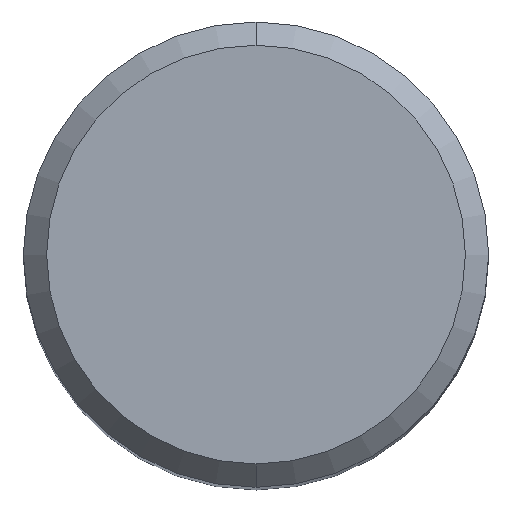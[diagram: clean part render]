
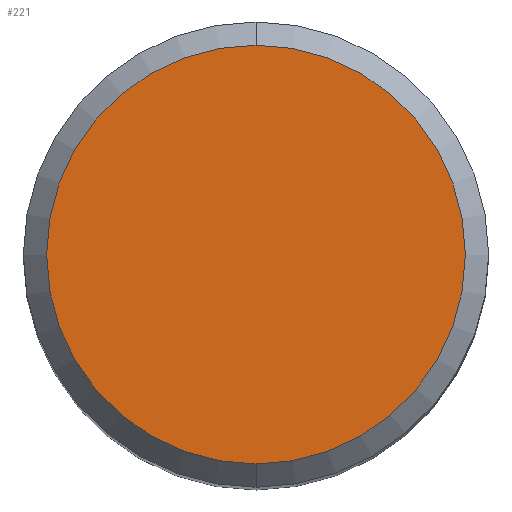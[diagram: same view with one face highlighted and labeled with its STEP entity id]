
A CAD part, top view. The second image highlights one B-rep face of the part: STEP entity #221.
In plain terms, the highlighted planar face has unit normal (0, 0, 1).
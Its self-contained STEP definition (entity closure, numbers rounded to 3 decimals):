
#221=ADVANCED_FACE('',(#526),#527,.T.);
#303=EDGE_CURVE('',#379,#325,#619,.T.);
#323=EDGE_CURVE('',#325,#379,#641,.T.);
#325=VERTEX_POINT('',#643);
#379=VERTEX_POINT('',#700);
#526=FACE_OUTER_BOUND('',#898,.T.);
#527=PLANE('',#899);
#619=CIRCLE('',#1102,5.4);
#641=CIRCLE('',#1134,5.4);
#643=CARTESIAN_POINT('',(0.0,5.4,0.0));
#700=CARTESIAN_POINT('',(0.,-5.4,0.0));
#898=EDGE_LOOP('',(#1541,#1542));
#899=AXIS2_PLACEMENT_3D('',#1543,#1544,#1545);
#1102=AXIS2_PLACEMENT_3D('',#1647,#1648,#1649);
#1134=AXIS2_PLACEMENT_3D('',#1672,#1673,#1674);
#1541=ORIENTED_EDGE('',*,*,#323,.F.);
#1542=ORIENTED_EDGE('',*,*,#303,.F.);
#1543=CARTESIAN_POINT('',(0.0,2.7,0.0));
#1544=DIRECTION('',(-0.0,0.0,1.0));
#1545=DIRECTION('',(0.0,-1.0,0.0));
#1647=CARTESIAN_POINT('',(0.0,0.0,0.0));
#1648=DIRECTION('',(0.0,0.0,-1.0));
#1649=DIRECTION('',(0.0,1.0,0.0));
#1672=CARTESIAN_POINT('',(0.0,0.0,0.0));
#1673=DIRECTION('',(0.0,0.0,-1.0));
#1674=DIRECTION('',(0.0,1.0,0.0));
